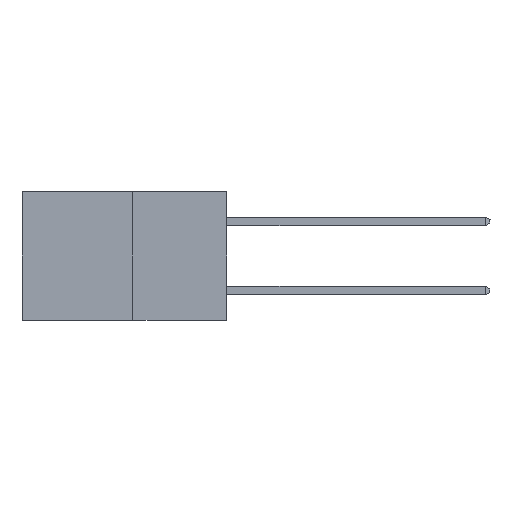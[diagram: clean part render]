
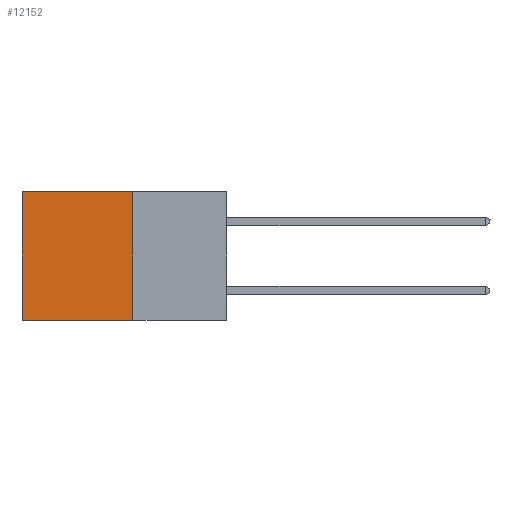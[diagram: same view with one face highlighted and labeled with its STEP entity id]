
A CAD part, left-side view. The second image highlights one B-rep face of the part: STEP entity #12152.
In plain terms, the highlighted planar face has unit normal (-1, 0, 0).
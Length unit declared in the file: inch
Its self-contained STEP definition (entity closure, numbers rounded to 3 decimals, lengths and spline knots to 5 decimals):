
#868 = CARTESIAN_POINT ( 'NONE',  ( 0.277, 0.27, 0. ) ) ;
#1265 = DIRECTION ( 'NONE',  ( 1., 0., 0. ) ) ;
#1583 = DIRECTION ( 'NONE',  ( 0., 1., 0. ) ) ;
#1593 = LINE ( 'NONE', #18348, #17032 ) ;
#2015 = VERTEX_POINT ( 'NONE', #9325 ) ;
#4341 = ORIENTED_EDGE ( 'NONE', *, *, #13686, .F. ) ;
#5253 = VERTEX_POINT ( 'NONE', #13296 ) ;
#5489 = VECTOR ( 'NONE', #14384, 39.37008 ) ;
#5598 = EDGE_CURVE ( 'NONE', #7693, #5253, #17705, .T. ) ;
#6440 = LINE ( 'NONE', #11514, #5489 ) ;
#6832 = EDGE_CURVE ( 'NONE', #17680, #2015, #1593, .T. ) ;
#7693 = VERTEX_POINT ( 'NONE', #868 ) ;
#8369 = VECTOR ( 'NONE', #1583, 39.37008 ) ;
#8559 = CARTESIAN_POINT ( 'NONE',  ( 0.277, 0.27, -0.37 ) ) ;
#8743 = EDGE_LOOP ( 'NONE', ( #15961, #4341, #15519, #15034 ) ) ;
#9325 = CARTESIAN_POINT ( 'NONE',  ( 0.277, 0.59, -0.37 ) ) ;
#9818 = AXIS2_PLACEMENT_3D ( 'NONE', #8559, #1265, #11410 ) ;
#9904 = PLANE ( 'NONE',  #9818 ) ;
#10054 = VECTOR ( 'NONE', #14993, 39.37008 ) ;
#10287 = CARTESIAN_POINT ( 'NONE',  ( 0.277, 0.27, -0.37 ) ) ;
#11410 = DIRECTION ( 'NONE',  ( 0., 0., -1. ) ) ;
#11514 = CARTESIAN_POINT ( 'NONE',  ( 0.277, 0.27, 0. ) ) ;
#11699 = LINE ( 'NONE', #10287, #8369 ) ;
#12152 = ADVANCED_FACE ( 'NONE', ( #14412 ), #9904, .F. ) ;
#13296 = CARTESIAN_POINT ( 'NONE',  ( 0.277, 0.27, -0.37 ) ) ;
#13686 = EDGE_CURVE ( 'NONE', #5253, #2015, #11699, .T. ) ;
#14201 = CARTESIAN_POINT ( 'NONE',  ( 0.277, 0.59, 0. ) ) ;
#14384 = DIRECTION ( 'NONE',  ( 0., 1., 0. ) ) ;
#14412 = FACE_OUTER_BOUND ( 'NONE', #8743, .T. ) ;
#14993 = DIRECTION ( 'NONE',  ( 0., 0., -1. ) ) ;
#15034 = ORIENTED_EDGE ( 'NONE', *, *, #15888, .T. ) ;
#15126 = CARTESIAN_POINT ( 'NONE',  ( 0.277, 0.27, -0.37 ) ) ;
#15519 = ORIENTED_EDGE ( 'NONE', *, *, #5598, .F. ) ;
#15888 = EDGE_CURVE ( 'NONE', #7693, #17680, #6440, .T. ) ;
#15961 = ORIENTED_EDGE ( 'NONE', *, *, #6832, .T. ) ;
#17032 = VECTOR ( 'NONE', #18292, 39.37008 ) ;
#17680 = VERTEX_POINT ( 'NONE', #14201 ) ;
#17705 = LINE ( 'NONE', #15126, #10054 ) ;
#18292 = DIRECTION ( 'NONE',  ( 0., 0., -1. ) ) ;
#18348 = CARTESIAN_POINT ( 'NONE',  ( 0.277, 0.59, -0.37 ) ) ;
